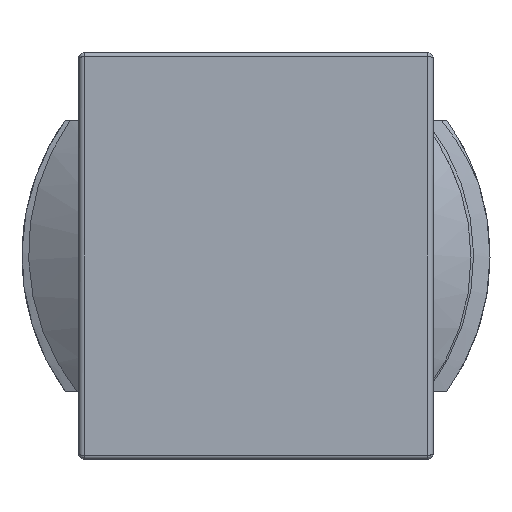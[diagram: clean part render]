
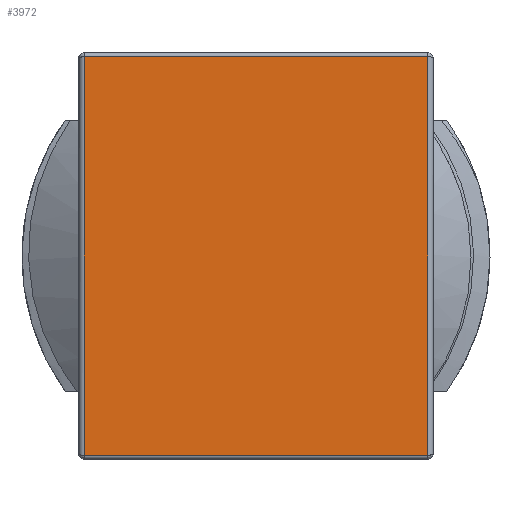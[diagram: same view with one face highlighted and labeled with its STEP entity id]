
A CAD part, front view. The second image highlights one B-rep face of the part: STEP entity #3972.
In plain terms, the highlighted planar face has unit normal (0, -1, 0).
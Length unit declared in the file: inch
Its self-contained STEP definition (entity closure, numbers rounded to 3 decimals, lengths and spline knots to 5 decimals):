
#118=DIRECTION('',(1.,0.,0.));
#119=VECTOR('',#118,0.60992);
#120=CARTESIAN_POINT('',(-0.30496,-0.13879,
-0.35433));
#121=LINE('',#120,#119);
#1033=DIRECTION('',(0.,0.,-1.));
#1034=VECTOR('',#1033,0.70866);
#1035=CARTESIAN_POINT('',(0.30496,-0.13879,
0.35433));
#1036=LINE('',#1035,#1034);
#1037=DIRECTION('',(0.,0.,1.));
#1038=VECTOR('',#1037,0.70866);
#1039=CARTESIAN_POINT('',(-0.30496,-0.13879,
-0.35433));
#1040=LINE('',#1039,#1038);
#1041=DIRECTION('',(1.,0.,0.));
#1042=VECTOR('',#1041,0.60992);
#1043=CARTESIAN_POINT('',(-0.30496,-0.13879,
0.35433));
#1044=LINE('',#1043,#1042);
#1223=CARTESIAN_POINT('',(0.30496,-0.1388,
0.35433));
#1224=VERTEX_POINT('',#1223);
#1225=CARTESIAN_POINT('',(0.30496,-0.1388,
-0.35433));
#1226=VERTEX_POINT('',#1225);
#1255=CARTESIAN_POINT('',(-0.30496,-0.1388,
0.35433));
#1256=VERTEX_POINT('',#1255);
#1257=CARTESIAN_POINT('',(-0.30496,-0.1388,
-0.35433));
#1258=VERTEX_POINT('',#1257);
#3960=CARTESIAN_POINT('',(-0.31496,-0.1388,
0.35433));
#3961=DIRECTION('',(0.,-1.,0.));
#3962=DIRECTION('',(0.,0.,-1.));
#3963=AXIS2_PLACEMENT_3D('',#3960,#3961,#3962);
#3964=PLANE('',#3963);
#3965=ORIENTED_EDGE('',*,*,#1560,.T.);
#3966=ORIENTED_EDGE('',*,*,#1503,.F.);
#3968=ORIENTED_EDGE('',*,*,#3967,.T.);
#3969=ORIENTED_EDGE('',*,*,#3952,.T.);
#3970=EDGE_LOOP('',(#3965,#3966,#3968,#3969));
#3971=FACE_OUTER_BOUND('',#3970,.F.);
#3972=ADVANCED_FACE('',(#3971),#3964,.T.);
#1503=EDGE_CURVE('',#1258,#1226,#121,.T.);
#1560=EDGE_CURVE('',#1224,#1226,#1036,.T.);
#3952=EDGE_CURVE('',#1256,#1224,#1044,.T.);
#3967=EDGE_CURVE('',#1258,#1256,#1040,.T.);
